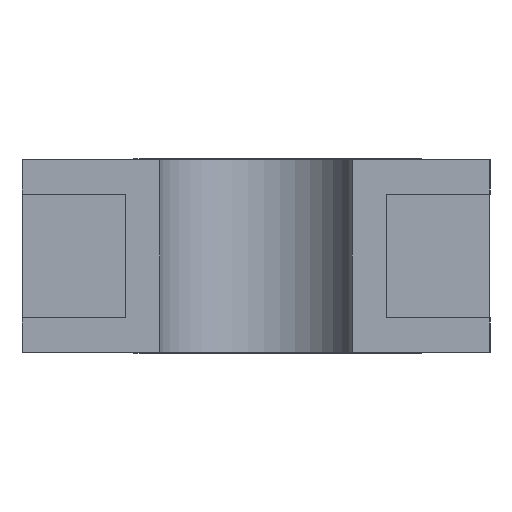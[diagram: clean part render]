
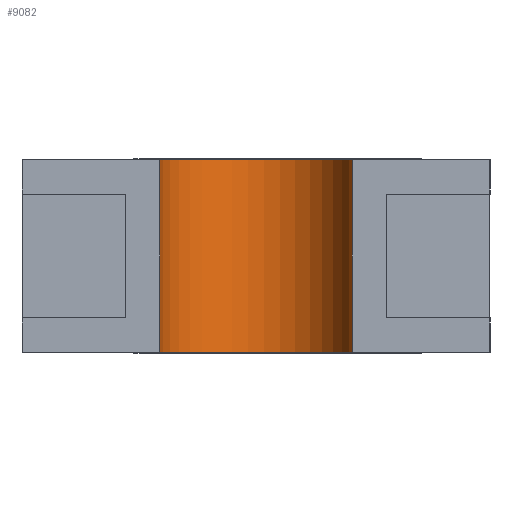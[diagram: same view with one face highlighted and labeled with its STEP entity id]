
A CAD part, left-side view. The second image highlights one B-rep face of the part: STEP entity #9082.
In plain terms, the highlighted cylindrical face has radius 0.354 mm (diameter 0.708 mm), a partial arc.
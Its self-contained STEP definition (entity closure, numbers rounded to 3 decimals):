
#4874 = PLANE('',#4875);
#4875 = AXIS2_PLACEMENT_3D('',#4876,#4877,#4878);
#4876 = CARTESIAN_POINT('',(-1.7,-0.85,0.01));
#4877 = DIRECTION('',(-1.,0.,0.));
#4878 = DIRECTION('',(0.,1.,0.));
#5441 = PLANE('',#5442);
#5442 = AXIS2_PLACEMENT_3D('',#5443,#5444,#5445);
#5443 = CARTESIAN_POINT('',(0.,0.,0.01
    ));
#5444 = DIRECTION('',(0.,0.,-1.));
#5445 = DIRECTION('',(0.,-1.,0.));
#6067 = PLANE('',#6068);
#6068 = AXIS2_PLACEMENT_3D('',#6069,#6070,#6071);
#6069 = CARTESIAN_POINT('',(-1.7,0.85,0.01));
#6070 = DIRECTION('',(1.,0.,0.));
#6071 = DIRECTION('',(0.,-1.,0.));
#6348 = PLANE('',#6349);
#6349 = AXIS2_PLACEMENT_3D('',#6350,#6351,#6352);
#6350 = CARTESIAN_POINT('',(0.,0.,0.71)
  );
#6351 = DIRECTION('',(0.,0.,-1.));
#6352 = DIRECTION('',(0.,-1.,0.));
#6798 = VERTEX_POINT('',#6799);
#6799 = CARTESIAN_POINT('',(-1.7,-0.35,0.01));
#6866 = VERTEX_POINT('',#6867);
#6867 = CARTESIAN_POINT('',(-1.7,-0.35,0.71));
#6888 = EDGE_CURVE('',#6798,#6866,#6889,.T.);
#6889 = SURFACE_CURVE('',#6890,(#6894,#6901),.PCURVE_S1.);
#6890 = LINE('',#6891,#6892);
#6891 = CARTESIAN_POINT('',(-1.7,-0.35,0.01));
#6892 = VECTOR('',#6893,1.);
#6893 = DIRECTION('',(0.,0.,1.));
#6894 = PCURVE('',#4874,#6895);
#6895 = DEFINITIONAL_REPRESENTATION('',(#6896),#6900);
#6896 = LINE('',#6897,#6898);
#6897 = CARTESIAN_POINT('',(0.5,0.));
#6898 = VECTOR('',#6899,1.);
#6899 = DIRECTION('',(0.,-1.));
#6900 = ( GEOMETRIC_REPRESENTATION_CONTEXT(2) 
PARAMETRIC_REPRESENTATION_CONTEXT() REPRESENTATION_CONTEXT('2D SPACE',''
  ) );
#6901 = PCURVE('',#6902,#6907);
#6902 = CYLINDRICAL_SURFACE('',#6903,0.354);
#6903 = AXIS2_PLACEMENT_3D('',#6904,#6905,#6906);
#6904 = CARTESIAN_POINT('',(-1.754,0.,0.01));
#6905 = DIRECTION('',(-0.,-0.,-1.));
#6906 = DIRECTION('',(1.,0.,0.));
#6907 = DEFINITIONAL_REPRESENTATION('',(#6908),#6912);
#6908 = LINE('',#6909,#6910);
#6909 = CARTESIAN_POINT('',(1.417,0.));
#6910 = VECTOR('',#6911,1.);
#6911 = DIRECTION('',(-0.,-1.));
#6912 = ( GEOMETRIC_REPRESENTATION_CONTEXT(2) 
PARAMETRIC_REPRESENTATION_CONTEXT() REPRESENTATION_CONTEXT('2D SPACE',''
  ) );
#8464 = EDGE_CURVE('',#6798,#8465,#8467,.T.);
#8465 = VERTEX_POINT('',#8466);
#8466 = CARTESIAN_POINT('',(-1.7,0.35,0.01));
#8467 = SURFACE_CURVE('',#8468,(#8473,#8484),.PCURVE_S1.);
#8468 = CIRCLE('',#8469,0.354);
#8469 = AXIS2_PLACEMENT_3D('',#8470,#8471,#8472);
#8470 = CARTESIAN_POINT('',(-1.754,0.,0.01));
#8471 = DIRECTION('',(0.,0.,1.));
#8472 = DIRECTION('',(1.,0.,-0.));
#8473 = PCURVE('',#5441,#8474);
#8474 = DEFINITIONAL_REPRESENTATION('',(#8475),#8483);
#8475 = ( BOUNDED_CURVE() B_SPLINE_CURVE(2,(#8476,#8477,#8478,#8479,
#8480,#8481,#8482),.UNSPECIFIED.,.T.,.F.) B_SPLINE_CURVE_WITH_KNOTS((1,2
    ,2,2,2,1),(-2.094,0.,2.094,4.189,
6.283,8.378),.UNSPECIFIED.) CURVE() 
GEOMETRIC_REPRESENTATION_ITEM() RATIONAL_B_SPLINE_CURVE((1.,0.5,1.,0.5,
1.,0.5,1.)) REPRESENTATION_ITEM('') );
#8476 = CARTESIAN_POINT('',(0.,1.4));
#8477 = CARTESIAN_POINT('',(-0.613,1.4));
#8478 = CARTESIAN_POINT('',(-0.307,1.931));
#8479 = CARTESIAN_POINT('',(0.,2.463));
#8480 = CARTESIAN_POINT('',(0.307,1.931));
#8481 = CARTESIAN_POINT('',(0.613,1.4));
#8482 = CARTESIAN_POINT('',(0.,1.4));
#8483 = ( GEOMETRIC_REPRESENTATION_CONTEXT(2) 
PARAMETRIC_REPRESENTATION_CONTEXT() REPRESENTATION_CONTEXT('2D SPACE',''
  ) );
#8484 = PCURVE('',#6902,#8485);
#8485 = DEFINITIONAL_REPRESENTATION('',(#8486),#8490);
#8486 = LINE('',#8487,#8488);
#8487 = CARTESIAN_POINT('',(6.283,0.));
#8488 = VECTOR('',#8489,1.);
#8489 = DIRECTION('',(-1.,0.));
#8490 = ( GEOMETRIC_REPRESENTATION_CONTEXT(2) 
PARAMETRIC_REPRESENTATION_CONTEXT() REPRESENTATION_CONTEXT('2D SPACE',''
  ) );
#8609 = VERTEX_POINT('',#8610);
#8610 = CARTESIAN_POINT('',(-1.7,0.35,0.71));
#8631 = EDGE_CURVE('',#8465,#8609,#8632,.T.);
#8632 = SURFACE_CURVE('',#8633,(#8637,#8644),.PCURVE_S1.);
#8633 = LINE('',#8634,#8635);
#8634 = CARTESIAN_POINT('',(-1.7,0.35,0.01));
#8635 = VECTOR('',#8636,1.);
#8636 = DIRECTION('',(0.,0.,1.));
#8637 = PCURVE('',#6067,#8638);
#8638 = DEFINITIONAL_REPRESENTATION('',(#8639),#8643);
#8639 = LINE('',#8640,#8641);
#8640 = CARTESIAN_POINT('',(0.5,0.));
#8641 = VECTOR('',#8642,1.);
#8642 = DIRECTION('',(0.,-1.));
#8643 = ( GEOMETRIC_REPRESENTATION_CONTEXT(2) 
PARAMETRIC_REPRESENTATION_CONTEXT() REPRESENTATION_CONTEXT('2D SPACE',''
  ) );
#8644 = PCURVE('',#6902,#8645);
#8645 = DEFINITIONAL_REPRESENTATION('',(#8646),#8650);
#8646 = LINE('',#8647,#8648);
#8647 = CARTESIAN_POINT('',(-1.417,0.));
#8648 = VECTOR('',#8649,1.);
#8649 = DIRECTION('',(-0.,-1.));
#8650 = ( GEOMETRIC_REPRESENTATION_CONTEXT(2) 
PARAMETRIC_REPRESENTATION_CONTEXT() REPRESENTATION_CONTEXT('2D SPACE',''
  ) );
#8659 = EDGE_CURVE('',#6866,#8609,#8660,.T.);
#8660 = SURFACE_CURVE('',#8661,(#8666,#8677),.PCURVE_S1.);
#8661 = CIRCLE('',#8662,0.354);
#8662 = AXIS2_PLACEMENT_3D('',#8663,#8664,#8665);
#8663 = CARTESIAN_POINT('',(-1.754,0.,0.71));
#8664 = DIRECTION('',(0.,0.,1.));
#8665 = DIRECTION('',(1.,0.,-0.));
#8666 = PCURVE('',#6348,#8667);
#8667 = DEFINITIONAL_REPRESENTATION('',(#8668),#8676);
#8668 = ( BOUNDED_CURVE() B_SPLINE_CURVE(2,(#8669,#8670,#8671,#8672,
#8673,#8674,#8675),.UNSPECIFIED.,.T.,.F.) B_SPLINE_CURVE_WITH_KNOTS((1,2
    ,2,2,2,1),(-2.094,0.,2.094,4.189,
6.283,8.378),.UNSPECIFIED.) CURVE() 
GEOMETRIC_REPRESENTATION_ITEM() RATIONAL_B_SPLINE_CURVE((1.,0.5,1.,0.5,
1.,0.5,1.)) REPRESENTATION_ITEM('') );
#8669 = CARTESIAN_POINT('',(0.,1.4));
#8670 = CARTESIAN_POINT('',(-0.613,1.4));
#8671 = CARTESIAN_POINT('',(-0.307,1.931));
#8672 = CARTESIAN_POINT('',(0.,2.463));
#8673 = CARTESIAN_POINT('',(0.307,1.931));
#8674 = CARTESIAN_POINT('',(0.613,1.4));
#8675 = CARTESIAN_POINT('',(0.,1.4));
#8676 = ( GEOMETRIC_REPRESENTATION_CONTEXT(2) 
PARAMETRIC_REPRESENTATION_CONTEXT() REPRESENTATION_CONTEXT('2D SPACE',''
  ) );
#8677 = PCURVE('',#6902,#8678);
#8678 = DEFINITIONAL_REPRESENTATION('',(#8679),#8683);
#8679 = LINE('',#8680,#8681);
#8680 = CARTESIAN_POINT('',(6.283,-0.7));
#8681 = VECTOR('',#8682,1.);
#8682 = DIRECTION('',(-1.,0.));
#8683 = ( GEOMETRIC_REPRESENTATION_CONTEXT(2) 
PARAMETRIC_REPRESENTATION_CONTEXT() REPRESENTATION_CONTEXT('2D SPACE',''
  ) );
#9082 = ADVANCED_FACE('',(#9083),#6902,.F.);
#9083 = FACE_BOUND('',#9084,.F.);
#9084 = EDGE_LOOP('',(#9085,#9086,#9087,#9088));
#9085 = ORIENTED_EDGE('',*,*,#8464,.T.);
#9086 = ORIENTED_EDGE('',*,*,#8631,.T.);
#9087 = ORIENTED_EDGE('',*,*,#8659,.F.);
#9088 = ORIENTED_EDGE('',*,*,#6888,.F.);
